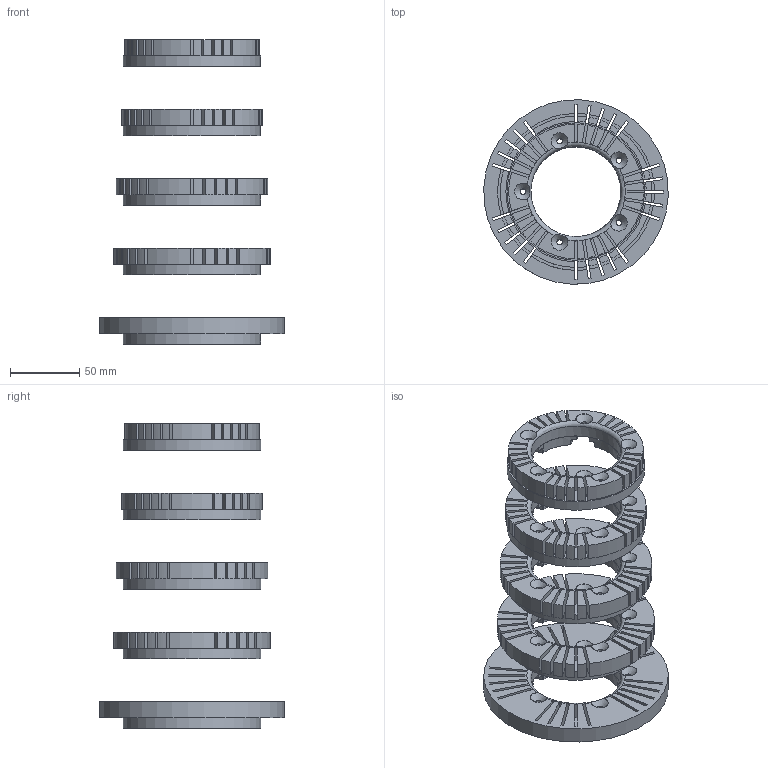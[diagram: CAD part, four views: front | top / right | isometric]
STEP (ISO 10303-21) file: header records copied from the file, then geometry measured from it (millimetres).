
FILE_DESCRIPTION(/* description */ (''),/* implementation_level */ '2;1');
FILE_NAME(/* name */ 'Faraday R2 gears.stp',/* time_stamp */ '2015-10-21T01:37:11+02:00',/* author */ (''),/* organization */ (''),/* preprocessor_version */ 'ST-DEVELOPER v15.2',/* originating_system */ 'Autodesk Translator Framework v2.0.0.5431',/* authorisation */ '');
FILE_SCHEMA (('AUTOMOTIVE_DESIGN { 1 0 10303 214 3 1 1 }'));
Length unit declared in the file: centimetre
Products named in the file (1): Faraday R2 gears
Bounding box: 132.87 x 132.87 x 219.06 mm (x, y, z)
Volume: 445638.2 mm3; surface area: 203832 mm2
Topology: 10 solids, 10 shells, 921 faces, 2753 edges, 1827 vertices
Faces by surface type: plane 570, cylinder 321, cone 25, torus 5
Full cylindrical faces by diameter (mm): 4 x25, 65 x5, 99 x5, 133 x1
Entity records: 31584 total; most frequent: CARTESIAN_POINT 6741, ORIENTED_EDGE 5304, DIRECTION 4988, EDGE_CURVE 2652, LINE 1810, VECTOR 1810, VERTEX_POINT 1792, AXIS2_PLACEMENT_3D 1589
